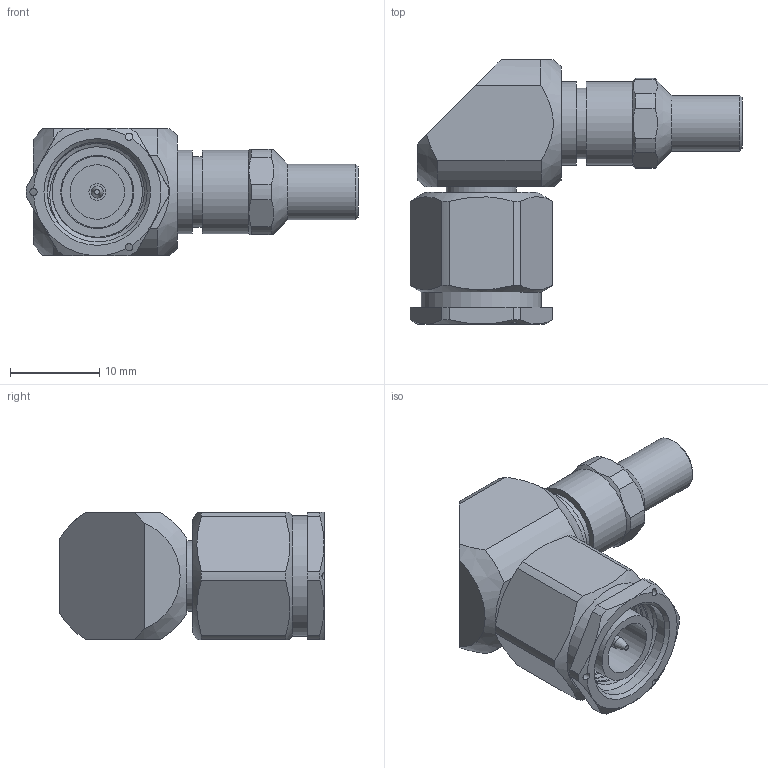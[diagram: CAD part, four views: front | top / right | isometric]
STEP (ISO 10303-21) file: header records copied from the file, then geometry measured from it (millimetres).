
FILE_DESCRIPTION (( 'STEP AP203' ), '1' );
FILE_NAME ('FMCN1470_3D.step', '2021-03-02T17:52:32', ( '' ), ( '' ), 'SwSTEP 2.0', 'SolidWorks 2018', '' );
FILE_SCHEMA (( 'CONFIG_CONTROL_DESIGN' ));
Length unit declared in the file: inch
Products named in the file (1): FMCN1470_3D
Bounding box: 37.19 x 29.59 x 14.27 mm (x, y, z)
Volume: 5207.3 mm3; surface area: 3391.3 mm2
Topology: 1 solids, 1 shells, 101 faces, 258 edges, 168 vertices
Faces by surface type: cylinder 41, plane 40, cone 17, bspline 3
Full cylindrical faces by diameter (mm): 0.813 x3, 1.346 x1, 1.854 x1, 4.369 x1, 6.096 x1, 6.223 x1, 7.862 x1, 7.901 x1, 7.976 x1, 8.179 x1, 9.345 x2, 11.176 x2, 12.638 x1, 13.462 x1
Entity records: 4275 total; most frequent: CARTESIAN_POINT 2020, DIRECTION 436, ORIENTED_EDGE 430, EDGE_CURVE 215, AXIS2_PLACEMENT_3D 191, VERTEX_POINT 153, EDGE_LOOP 144, FACE_OUTER_BOUND 119
